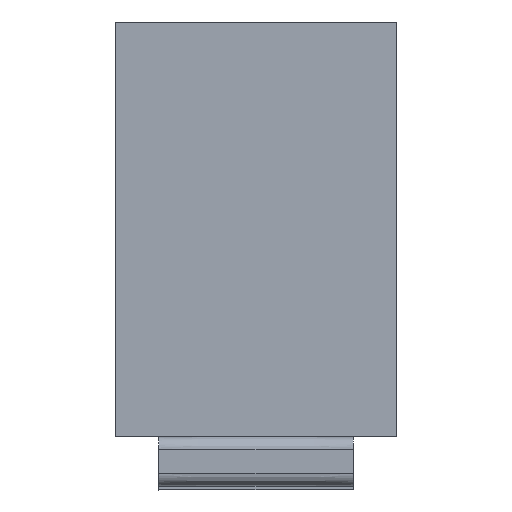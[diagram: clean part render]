
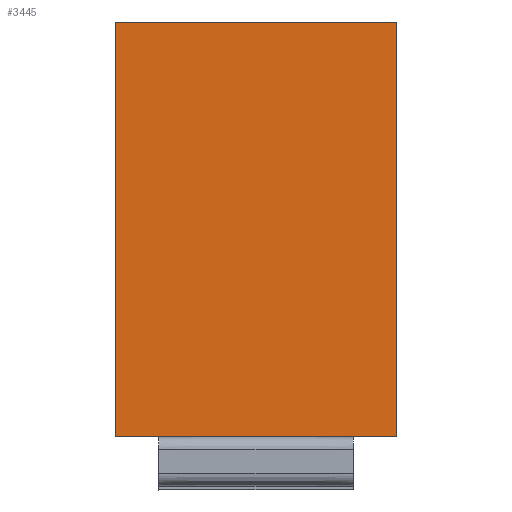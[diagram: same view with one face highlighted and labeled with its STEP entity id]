
A CAD part, front view. The second image highlights one B-rep face of the part: STEP entity #3445.
In plain terms, the highlighted planar face has unit normal (0, -1, 0).
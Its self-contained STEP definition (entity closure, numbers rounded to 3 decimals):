
#3409=AXIS2_PLACEMENT_3D('Plane Axis2P3D',#3406,#3407,#3408) ;
#3406=CARTESIAN_POINT('Axis2P3D Location',(0.,0.,8.2)) ;
#3411=CARTESIAN_POINT('Line Origine',(43.5,0.,40.2)) ;
#3415=CARTESIAN_POINT('Vertex',(43.5,0.,8.2)) ;
#3417=CARTESIAN_POINT('Vertex',(43.5,0.,72.2)) ;
#3420=CARTESIAN_POINT('Line Origine',(21.75,0.,72.2)) ;
#3424=CARTESIAN_POINT('Vertex',(0.,0.,72.2)) ;
#3427=CARTESIAN_POINT('Line Origine',(0.,0.,40.2)) ;
#3431=CARTESIAN_POINT('Vertex',(0.,0.,8.2)) ;
#3434=CARTESIAN_POINT('Line Origine',(21.75,0.,8.2)) ;
#3407=DIRECTION('Axis2P3D Direction',(0.,1.,0.)) ;
#3408=DIRECTION('Axis2P3D XDirection',(0.,0.,1.)) ;
#3412=DIRECTION('Vector Direction',(0.,0.,1.)) ;
#3421=DIRECTION('Vector Direction',(1.,0.,0.)) ;
#3428=DIRECTION('Vector Direction',(0.,0.,1.)) ;
#3435=DIRECTION('Vector Direction',(1.,0.,0.)) ;
#3413=VECTOR('Line Direction',#3412,1.) ;
#3422=VECTOR('Line Direction',#3421,1.) ;
#3429=VECTOR('Line Direction',#3428,1.) ;
#3436=VECTOR('Line Direction',#3435,1.) ;
#3440=ORIENTED_EDGE('',*,*,#3419,.T.) ;
#3441=ORIENTED_EDGE('',*,*,#3426,.F.) ;
#3442=ORIENTED_EDGE('',*,*,#3433,.F.) ;
#3443=ORIENTED_EDGE('',*,*,#3438,.T.) ;
#3445=ADVANCED_FACE('SWITCH',(#3444),#3410,.F.) ;
#3419=EDGE_CURVE('',#3416,#3418,#3414,.T.) ;
#3426=EDGE_CURVE('',#3425,#3418,#3423,.T.) ;
#3433=EDGE_CURVE('',#3432,#3425,#3430,.T.) ;
#3438=EDGE_CURVE('',#3432,#3416,#3437,.T.) ;
#3439=EDGE_LOOP('',(#3440,#3441,#3442,#3443)) ;
#3444=FACE_OUTER_BOUND('',#3439,.T.) ;
#3414=LINE('Line',#3411,#3413) ;
#3423=LINE('Line',#3420,#3422) ;
#3430=LINE('Line',#3427,#3429) ;
#3437=LINE('Line',#3434,#3436) ;
#3410=PLANE('',#3409) ;
#3416=VERTEX_POINT('',#3415) ;
#3418=VERTEX_POINT('',#3417) ;
#3425=VERTEX_POINT('',#3424) ;
#3432=VERTEX_POINT('',#3431) ;
